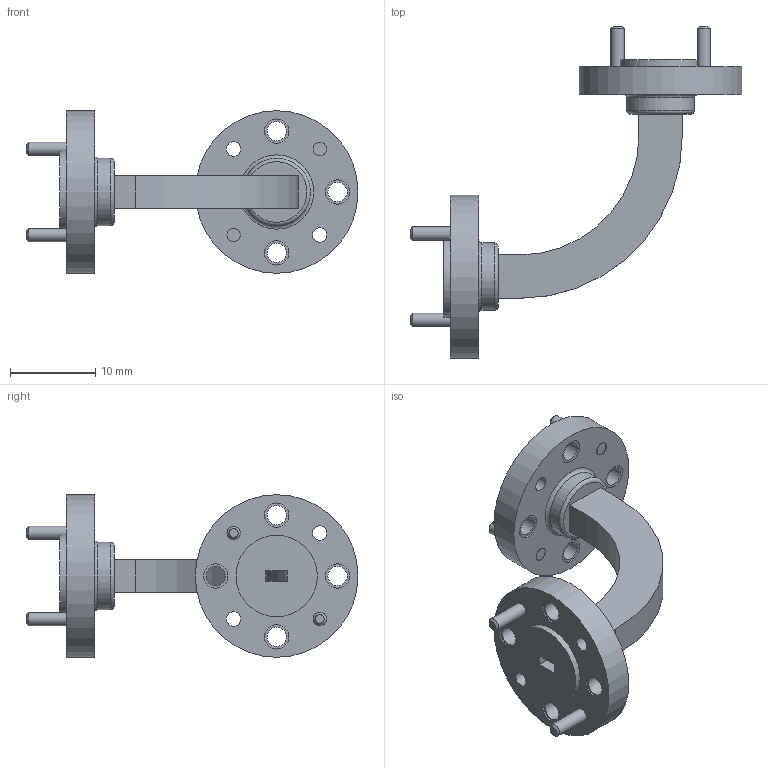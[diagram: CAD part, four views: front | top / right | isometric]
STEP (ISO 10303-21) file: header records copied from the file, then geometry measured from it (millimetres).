
FILE_DESCRIPTION (( 'STEP AP203' ), '1' );
FILE_NAME ('SMF-10HB-001A_3D.step', '2022-08-25T17:00:05', ( '' ), ( '' ), 'SwSTEP 2.0', 'SolidWorks 2021', '' );
FILE_SCHEMA (( 'CONFIG_CONTROL_DESIGN' ));
Length unit declared in the file: inch
Products named in the file (1): SMF-10HB-001A_3D
Bounding box: 38.89 x 38.89 x 19.05 mm (x, y, z)
Volume: 2568.6 mm3; surface area: 2787.2 mm2
Topology: 1 solids, 1 shells, 98 faces, 200 edges, 134 vertices
Faces by surface type: cylinder 46, plane 44, torus 4, cone 4
Full cylindrical faces by diameter (mm): 1.562 x8, 1.702 x4, 2.261 x8, 2.845 x16, 7.9 x2, 9.525 x2, 19.05 x2
Entity records: 2411 total; most frequent: DIRECTION 438, CARTESIAN_POINT 363, ORIENTED_EDGE 280, EDGE_LOOP 204, AXIS2_PLACEMENT_3D 199, FACE_OUTER_BOUND 144, EDGE_CURVE 140, VERTEX_POINT 124
